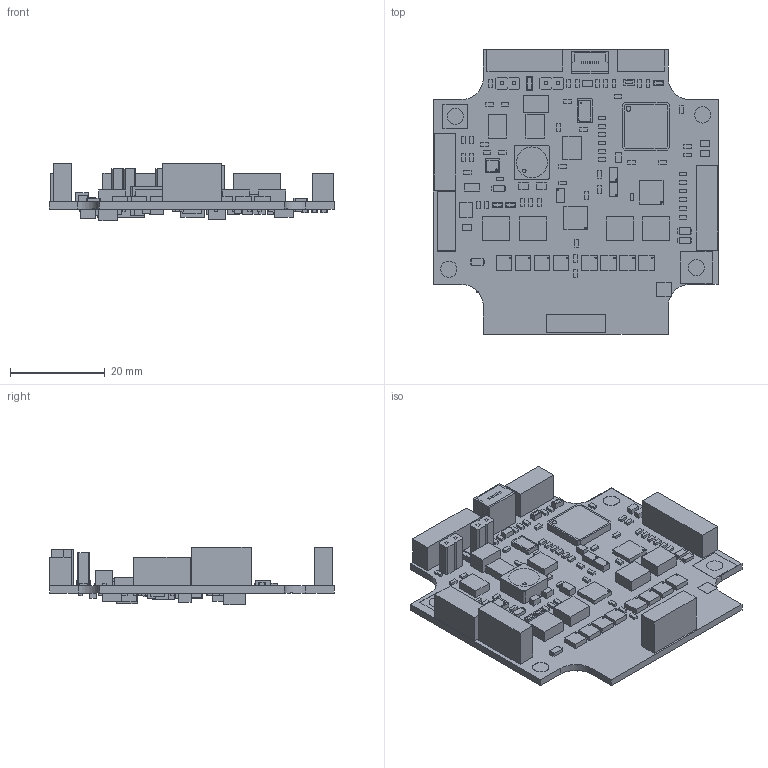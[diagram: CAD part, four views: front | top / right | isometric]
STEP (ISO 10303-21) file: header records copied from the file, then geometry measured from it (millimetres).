
FILE_DESCRIPTION(('STEP AP214'),'1');
FILE_NAME('07003911_TMCM-1160_V11.step','2016-07-25T17:35:24',(' '),(' '),'Spatial InterOp 3D',' ',' ');
FILE_SCHEMA(('automotive_design'));
Length unit declared in the file: millimetre
Products named in the file (64): 1; 2; 3; 4; 5; 6; 7; 8; 9; 10; 11; 12; 13; 14; 15; 16; 17; 18; 19; 20; 21; 22; 23; 24; 25; 26; 27; 28; 29; 30; 31; 32; 33; 34; 35; 36; 37; 38; 39; 40 ...
Bounding box: 60.1 x 60 x 12.07 mm (x, y, z)
Volume: 9541.8 mm3; surface area: 11587.6 mm2
Topology: 64 solids, 64 shells, 1297 faces, 2967 edges, 1978 vertices
Faces by surface type: plane 1225, cylinder 72
Entity records: 47728 total; most frequent: CARTESIAN_POINT 6306, ORIENTED_EDGE 5934, DIRECTION 5839, EDGE_CURVE 2967, LINE 2817, VECTOR 2817, VERTEX_POINT 1978, AXIS2_PLACEMENT_3D 1511
